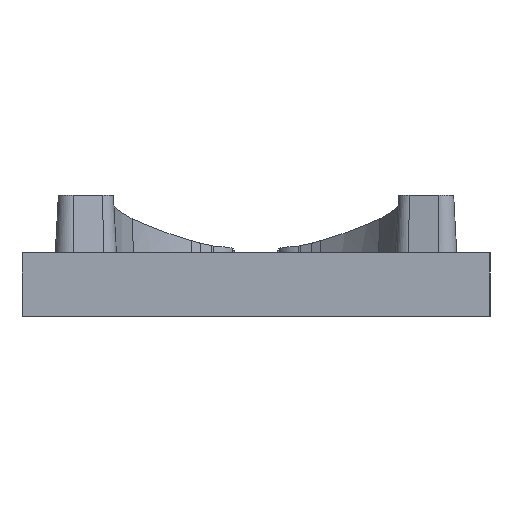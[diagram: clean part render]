
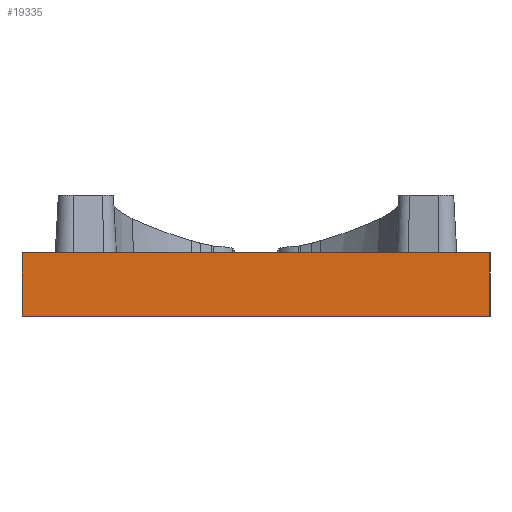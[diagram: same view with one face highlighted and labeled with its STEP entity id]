
A CAD part, left-side view. The second image highlights one B-rep face of the part: STEP entity #19335.
In plain terms, the highlighted planar face has unit normal (-1, 0, 0).
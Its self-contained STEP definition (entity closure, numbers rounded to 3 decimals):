
#1497 = CARTESIAN_POINT ( 'NONE',  ( -4., 10., 3.5 ) ) ;
#1827 = DIRECTION ( 'NONE',  ( 0., 0., -1. ) ) ;
#2018 = VECTOR ( 'NONE', #1827, 1000. ) ;
#2165 = PLANE ( 'NONE',  #8868 ) ;
#2291 = CARTESIAN_POINT ( 'NONE',  ( -4., 10., -14.5 ) ) ;
#3381 = EDGE_CURVE ( 'NONE', #4742, #4294, #13290, .T. ) ;
#4294 = VERTEX_POINT ( 'NONE', #14701 ) ;
#4742 = VERTEX_POINT ( 'NONE', #12420 ) ;
#5278 = LINE ( 'NONE', #1497, #5527 ) ;
#5527 = VECTOR ( 'NONE', #12684, 1000. ) ;
#6191 = VERTEX_POINT ( 'NONE', #15212 ) ;
#6666 = VECTOR ( 'NONE', #14901, 1000. ) ;
#6817 = ORIENTED_EDGE ( 'NONE', *, *, #13374, .T. ) ;
#7336 = EDGE_CURVE ( 'NONE', #16066, #6191, #5278, .T. ) ;
#7951 = VECTOR ( 'NONE', #15737, 1000. ) ;
#8141 = FACE_OUTER_BOUND ( 'NONE', #10325, .T. ) ;
#8542 = CARTESIAN_POINT ( 'NONE',  ( -4., -45., 3.5 ) ) ;
#8868 = AXIS2_PLACEMENT_3D ( 'NONE', #8542, #14970, #11889 ) ;
#10060 = ORIENTED_EDGE ( 'NONE', *, *, #19302, .T. ) ;
#10325 = EDGE_LOOP ( 'NONE', ( #6817, #19051, #10060, #13072 ) ) ;
#11889 = DIRECTION ( 'NONE',  ( 0., 0., 1. ) ) ;
#12420 = CARTESIAN_POINT ( 'NONE',  ( -4., -100., -14.5 ) ) ;
#12579 = CARTESIAN_POINT ( 'NONE',  ( -4., -45., -14.5 ) ) ;
#12684 = DIRECTION ( 'NONE',  ( 0., 0., -1. ) ) ;
#13072 = ORIENTED_EDGE ( 'NONE', *, *, #3381, .F. ) ;
#13290 = LINE ( 'NONE', #16106, #2018 ) ;
#13374 = EDGE_CURVE ( 'NONE', #4742, #16066, #16456, .T. ) ;
#14701 = CARTESIAN_POINT ( 'NONE',  ( -4., -100., -29.5 ) ) ;
#14901 = DIRECTION ( 'NONE',  ( 0., -1., 0. ) ) ;
#14970 = DIRECTION ( 'NONE',  ( -1., 0., 0. ) ) ;
#15212 = CARTESIAN_POINT ( 'NONE',  ( -4., 10., -29.5 ) ) ;
#15737 = DIRECTION ( 'NONE',  ( 0., 1., 0. ) ) ;
#16066 = VERTEX_POINT ( 'NONE', #2291 ) ;
#16106 = CARTESIAN_POINT ( 'NONE',  ( -4., -100., 3.5 ) ) ;
#16456 = LINE ( 'NONE', #12579, #7951 ) ;
#16663 = LINE ( 'NONE', #18097, #6666 ) ;
#18097 = CARTESIAN_POINT ( 'NONE',  ( -4., -45., -29.5 ) ) ;
#19051 = ORIENTED_EDGE ( 'NONE', *, *, #7336, .T. ) ;
#19302 = EDGE_CURVE ( 'NONE', #6191, #4294, #16663, .T. ) ;
#19335 = ADVANCED_FACE ( 'NONE', ( #8141 ), #2165, .T. ) ;
